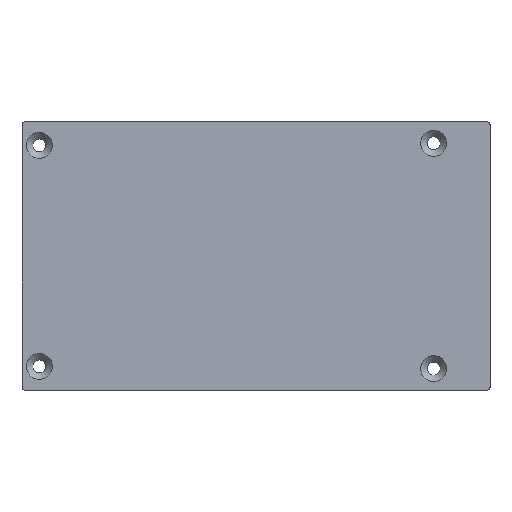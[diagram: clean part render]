
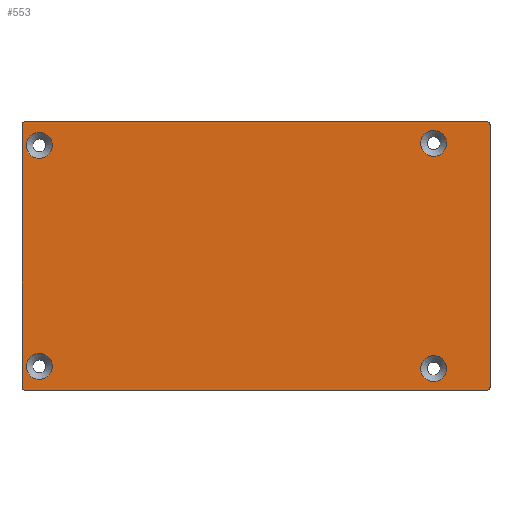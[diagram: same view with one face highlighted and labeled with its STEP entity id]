
A CAD part, top view. The second image highlights one B-rep face of the part: STEP entity #553.
In plain terms, the highlighted planar face has unit normal (0, 0, 1).
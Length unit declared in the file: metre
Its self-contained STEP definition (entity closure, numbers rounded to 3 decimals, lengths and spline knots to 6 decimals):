
#20=PLANE('',#606);
#36=CIRCLE('',#591,0.000707);
#38=CIRCLE('',#594,0.000707);
#40=CIRCLE('',#597,0.000707);
#42=CIRCLE('',#600,0.000707);
#44=CIRCLE('',#607,0.003);
#45=CIRCLE('',#608,0.003);
#46=CIRCLE('',#609,0.003);
#47=CIRCLE('',#610,0.003);
#92=ORIENTED_EDGE('',*,*,#232,.T.);
#93=ORIENTED_EDGE('',*,*,#233,.T.);
#94=ORIENTED_EDGE('',*,*,#234,.T.);
#95=ORIENTED_EDGE('',*,*,#235,.T.);
#96=ORIENTED_EDGE('',*,*,#223,.T.);
#97=ORIENTED_EDGE('',*,*,#205,.T.);
#98=ORIENTED_EDGE('',*,*,#224,.T.);
#99=ORIENTED_EDGE('',*,*,#213,.T.);
#100=ORIENTED_EDGE('',*,*,#231,.F.);
#101=ORIENTED_EDGE('',*,*,#209,.T.);
#102=ORIENTED_EDGE('',*,*,#220,.F.);
#103=ORIENTED_EDGE('',*,*,#217,.T.);
#205=EDGE_CURVE('',#280,#278,#36,.T.);
#209=EDGE_CURVE('',#284,#282,#38,.T.);
#213=EDGE_CURVE('',#288,#286,#40,.T.);
#217=EDGE_CURVE('',#292,#290,#42,.T.);
#220=EDGE_CURVE('',#292,#282,#339,.T.);
#223=EDGE_CURVE('',#290,#280,#342,.T.);
#224=EDGE_CURVE('',#278,#288,#343,.T.);
#231=EDGE_CURVE('',#284,#286,#350,.T.);
#232=EDGE_CURVE('',#298,#298,#44,.F.);
#233=EDGE_CURVE('',#299,#299,#45,.F.);
#234=EDGE_CURVE('',#300,#300,#46,.F.);
#235=EDGE_CURVE('',#301,#301,#47,.F.);
#278=VERTEX_POINT('',#805);
#280=VERTEX_POINT('',#808);
#282=VERTEX_POINT('',#814);
#284=VERTEX_POINT('',#817);
#286=VERTEX_POINT('',#823);
#288=VERTEX_POINT('',#826);
#290=VERTEX_POINT('',#832);
#292=VERTEX_POINT('',#835);
#298=VERTEX_POINT('',#861);
#299=VERTEX_POINT('',#863);
#300=VERTEX_POINT('',#865);
#301=VERTEX_POINT('',#867);
#339=LINE('',#840,#393);
#342=LINE('',#844,#396);
#343=LINE('',#846,#397);
#350=LINE('',#858,#404);
#393=VECTOR('',#678,1.);
#396=VECTOR('',#683,1.);
#397=VECTOR('',#686,1.);
#404=VECTOR('',#695,1.);
#447=EDGE_LOOP('',(#92));
#448=EDGE_LOOP('',(#93));
#449=EDGE_LOOP('',(#94));
#450=EDGE_LOOP('',(#95));
#451=EDGE_LOOP('',(#96,#97,#98,#99,#100,#101,#102,#103));
#496=FACE_BOUND('',#447,.T.);
#497=FACE_BOUND('',#448,.T.);
#498=FACE_BOUND('',#449,.T.);
#499=FACE_BOUND('',#450,.T.);
#500=FACE_BOUND('',#451,.T.);
#553=ADVANCED_FACE('',(#496,#497,#498,#499,#500),#20,.T.);
#591=AXIS2_PLACEMENT_3D('',#807,#647,#648);
#594=AXIS2_PLACEMENT_3D('',#816,#655,#656);
#597=AXIS2_PLACEMENT_3D('',#825,#663,#664);
#600=AXIS2_PLACEMENT_3D('',#834,#671,#672);
#606=AXIS2_PLACEMENT_3D('',#859,#696,#697);
#607=AXIS2_PLACEMENT_3D('',#860,#698,#699);
#608=AXIS2_PLACEMENT_3D('',#862,#700,#701);
#609=AXIS2_PLACEMENT_3D('',#864,#702,#703);
#610=AXIS2_PLACEMENT_3D('',#866,#704,#705);
#647=DIRECTION('',(0.,0.,1.));
#648=DIRECTION('',(1.,0.,0.));
#655=DIRECTION('',(0.,0.,1.));
#656=DIRECTION('',(1.,0.,0.));
#663=DIRECTION('',(0.,0.,1.));
#664=DIRECTION('',(1.,0.,0.));
#671=DIRECTION('',(0.,0.,1.));
#672=DIRECTION('',(1.,0.,0.));
#678=DIRECTION('',(1.,0.,0.));
#683=DIRECTION('',(0.,-1.,0.));
#686=DIRECTION('',(1.,0.,0.));
#695=DIRECTION('',(0.,-1.,0.));
#696=DIRECTION('',(0.,0.,1.));
#697=DIRECTION('',(1.,0.,0.));
#698=DIRECTION('',(0.,0.,1.));
#699=DIRECTION('',(1.,0.,0.));
#700=DIRECTION('',(0.,0.,1.));
#701=DIRECTION('',(1.,0.,0.));
#702=DIRECTION('',(0.,0.,1.));
#703=DIRECTION('',(1.,0.,0.));
#704=DIRECTION('',(0.,0.,1.));
#705=DIRECTION('',(1.,0.,0.));
#805=CARTESIAN_POINT('',(-0.036609,-0.042997,0.002));
#807=CARTESIAN_POINT('',(-0.036609,-0.04229,0.002));
#808=CARTESIAN_POINT('',(-0.037316,-0.04229,0.002));
#814=CARTESIAN_POINT('',(0.069977,0.019003,0.002));
#816=CARTESIAN_POINT('',(0.069977,0.018296,0.002));
#817=CARTESIAN_POINT('',(0.070684,0.018296,0.002));
#823=CARTESIAN_POINT('',(0.070684,-0.04229,0.002));
#825=CARTESIAN_POINT('',(0.069977,-0.04229,0.002));
#826=CARTESIAN_POINT('',(0.069977,-0.042997,0.002));
#832=CARTESIAN_POINT('',(-0.037316,0.018296,0.002));
#834=CARTESIAN_POINT('',(-0.036609,0.018296,0.002));
#835=CARTESIAN_POINT('',(-0.036609,0.019003,0.002));
#840=CARTESIAN_POINT('',(0.016684,0.019003,0.002));
#844=CARTESIAN_POINT('',(-0.037316,-0.011997,0.002));
#846=CARTESIAN_POINT('',(0.016684,-0.042997,0.002));
#858=CARTESIAN_POINT('',(0.070684,-0.011997,0.002));
#859=CARTESIAN_POINT('',(0.016684,-0.011997,0.002));
#860=CARTESIAN_POINT('',(0.057684,-0.037997,0.002));
#861=CARTESIAN_POINT('',(0.060684,-0.037997,0.002));
#862=CARTESIAN_POINT('',(0.057684,0.014003,0.002));
#863=CARTESIAN_POINT('',(0.060684,0.014003,0.002));
#864=CARTESIAN_POINT('',(-0.033316,-0.037497,0.002));
#865=CARTESIAN_POINT('',(-0.030316,-0.037497,0.002));
#866=CARTESIAN_POINT('',(-0.033316,0.013503,0.002));
#867=CARTESIAN_POINT('',(-0.030316,0.013503,0.002));
